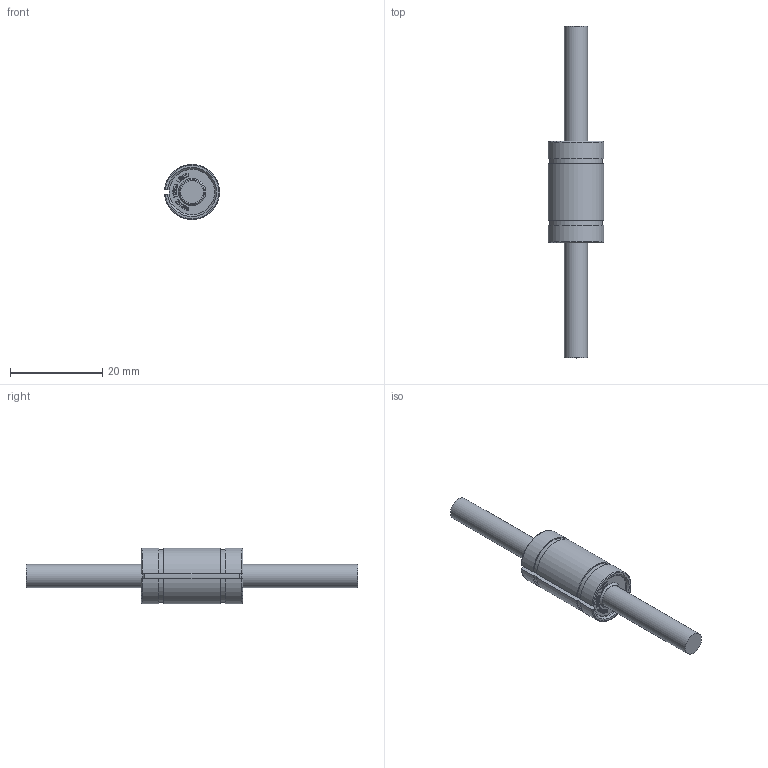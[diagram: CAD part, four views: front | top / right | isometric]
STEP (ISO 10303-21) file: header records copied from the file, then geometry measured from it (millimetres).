
FILE_DESCRIPTION((''),'2;1');
FILE_NAME('LME5UUAJ.stp','2013-02-05T19:09:36',('user2'),(''),'Autodesk Inventor 2012','Autodesk Inventor 2012','');
FILE_SCHEMA(('AUTOMOTIVE_DESIGN { 1 0 10303 214 1 1 1 1 }'));
Length unit declared in the file: millimetre
Products named in the file (1): LME5UUAJ
Bounding box: 11.96 x 72 x 11.96 mm (x, y, z)
Volume: 3346.4 mm3; surface area: 1965.7 mm2
Topology: 1 solids, 1 shells, 808 faces, 2284 edges, 1522 vertices
Faces by surface type: bspline 568, plane 224, cylinder 10, cone 4, torus 2
Full cylindrical faces by diameter (mm): 5 x2
Entity records: 28113 total; most frequent: CARTESIAN_POINT 10331, ORIENTED_EDGE 4556, EDGE_CURVE 2278, DIRECTION 1644, VERTEX_POINT 1520, VECTOR 1106, LINE 1106, EDGE_LOOP 856
